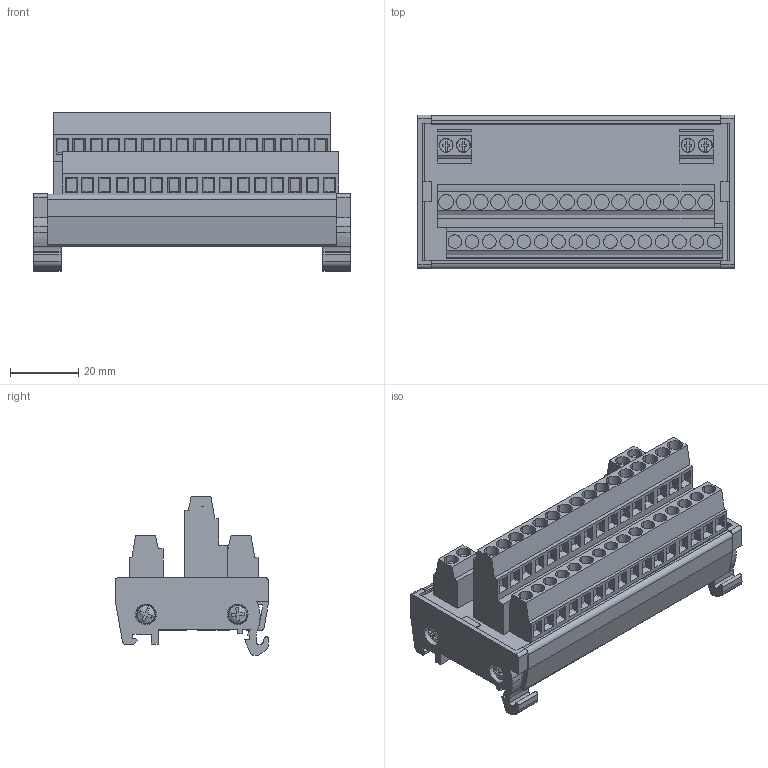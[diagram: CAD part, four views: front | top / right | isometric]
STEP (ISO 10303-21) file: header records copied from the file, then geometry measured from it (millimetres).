
FILE_DESCRIPTION(('CATIA V5R22 STEP214','CAx-IF Rec.Pracs.--- Model Styling and Organization---1.4--- 2014-01-23'),'2;1');
FILE_NAME ('031959-2_0_8234620000_3D_8234620000.stp','2023-10-02T06:57:37+00:00',('none'),('Weidmueller'),'CATIA Version 5-6 Release 2016 SP3 HF44','CATIA V5 STEP AP214','none');
FILE_SCHEMA(('AUTOMOTIVE_DESIGN { 1 0 10303 214 1 1 1 1 }'));
Length unit declared in the file: millimetre
Products named in the file (1): 8234620000_LP RS VERT16 LM2N
Bounding box: 93 x 45.15 x 46.6 mm (x, y, z)
Volume: 56491.4 mm3; surface area: 41260.6 mm2
Topology: 1 solids, 5 shells, 883 faces, 3202 edges, 2400 vertices
Faces by surface type: plane 656, cylinder 215, bspline 12
Entity records: 39705 total; most frequent: CARTESIAN_POINT 11891, ORIENTED_EDGE 6404, DIRECTION 4417, EDGE_CURVE 3202, VERTEX_POINT 2400, VECTOR 1775, LINE 1775, AXIS2_PLACEMENT_3D 1772
